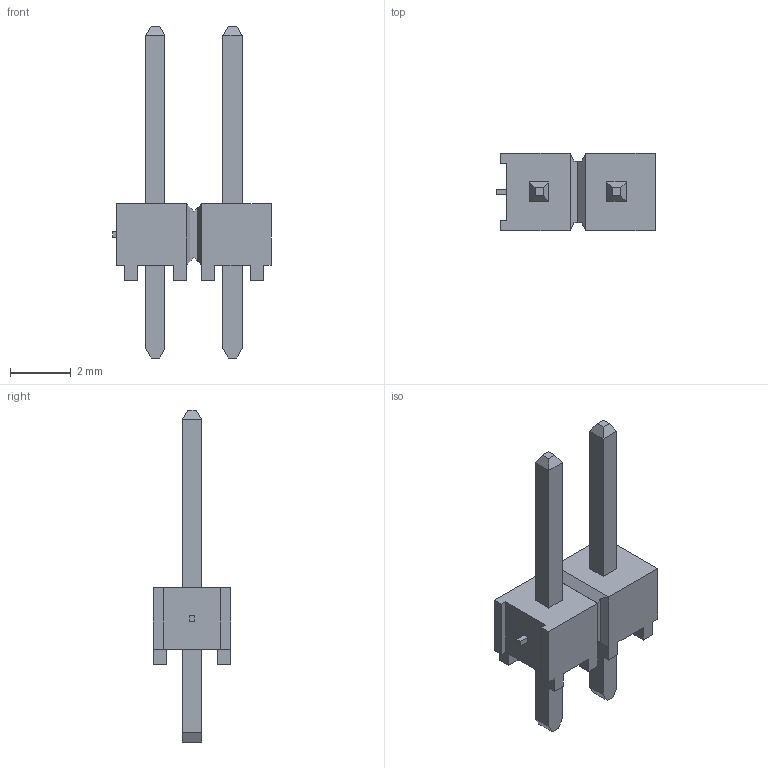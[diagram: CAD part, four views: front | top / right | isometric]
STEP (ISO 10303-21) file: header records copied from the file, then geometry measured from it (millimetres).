
FILE_DESCRIPTION (( 'STEP AP214' ), '1' );
FILE_NAME ('User Library-samtec_TSW-102-07-S-S.STEP', '2018-11-17T20:50:30', ( '' ), ( '' ), 'SwSTEP 2.0', 'SolidWorks 2018', '' );
FILE_SCHEMA (( 'AUTOMOTIVE_DESIGN' ));
Length unit declared in the file: millimetre
Products named in the file (1): User Library-samtec_TSW-102-07-S-S
Bounding box: 5.21 x 2.54 x 10.92 mm (x, y, z)
Volume: 32.5 mm3; surface area: 109.3 mm2
Topology: 1 solids, 1 shells, 93 faces, 238 edges, 152 vertices
Faces by surface type: plane 93
Entity records: 3118 total; most frequent: CARTESIAN_POINT 484, ORIENTED_EDGE 476, DIRECTION 426, EDGE_CURVE 238, VECTOR 238, LINE 238, VERTEX_POINT 152, EDGE_LOOP 98
